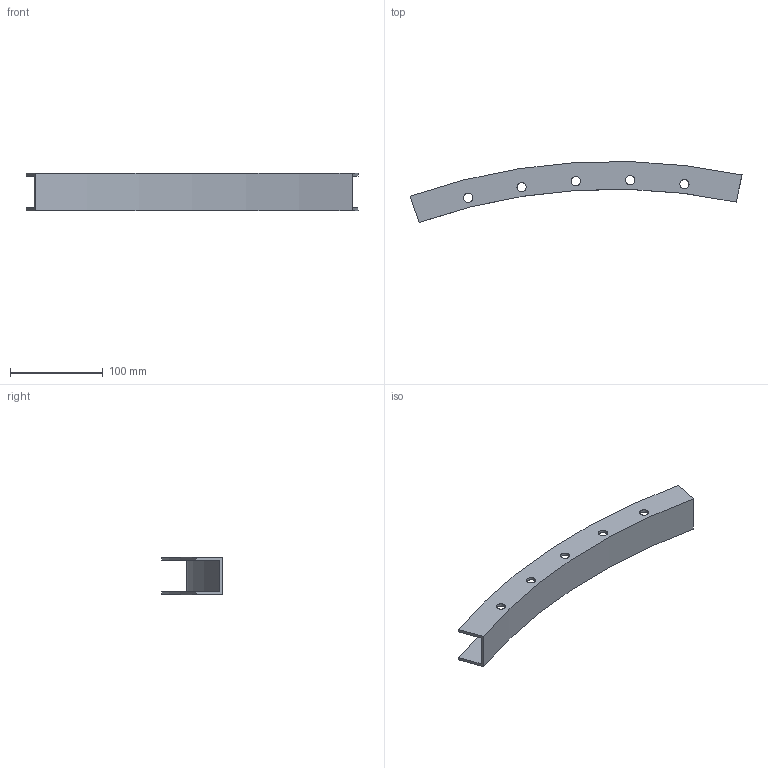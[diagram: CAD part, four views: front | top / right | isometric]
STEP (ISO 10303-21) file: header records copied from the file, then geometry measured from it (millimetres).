
FILE_DESCRIPTION((''),'2;1');
FILE_NAME('Ushape1_040819.stp','2004-08-23T11:57:00',('mihara'),(''),'Autodesk Inventor 8','Autodesk Inventor 8','');
FILE_SCHEMA(('AUTOMOTIVE_DESIGN { 1 0 10303 214 1 1 1 1 }'));
Length unit declared in the file: millimetre
Products named in the file (1): Ushape1
Bounding box: 358.53 x 65.56 x 40 mm (x, y, z)
Volume: 97162.8 mm3; surface area: 68459.2 mm2
Topology: 1 solids, 1 shells, 30 faces, 84 edges, 56 vertices
Faces by surface type: bspline 20, plane 6, cylinder 4
Entity records: 1319 total; most frequent: CARTESIAN_POINT 511, ORIENTED_EDGE 168, DIRECTION 154, EDGE_CURVE 84, AXIS2_PLACEMENT_3D 59, VERTEX_POINT 56, EDGE_LOOP 50, CIRCLE 48
